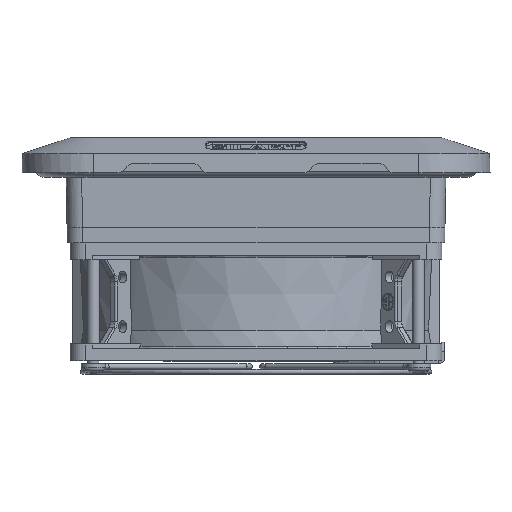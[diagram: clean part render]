
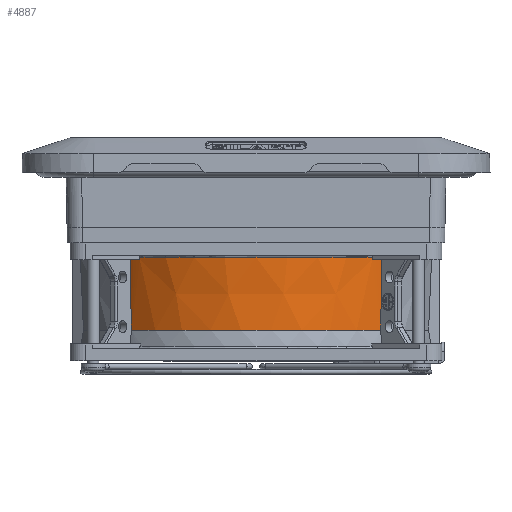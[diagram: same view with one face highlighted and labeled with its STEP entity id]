
A CAD part, front view. The second image highlights one B-rep face of the part: STEP entity #4887.
In plain terms, the highlighted conical face has half-angle 1.657 degrees and reference radius 58.739 mm.
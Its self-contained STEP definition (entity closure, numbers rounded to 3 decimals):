
#4887=ADVANCED_FACE('',(#26353),#26355,.T.);
#26353=FACE_BOUND('',#26354,.T.);
#26354=EDGE_LOOP('',(#55191,#55192,#55193,#55194,#55195,#55196,#55197,#55198));
#26355=CONICAL_SURFACE('',#26356,58.739,0.029);
#26356=AXIS2_PLACEMENT_3D('',#26357,#26358,#26359);
#26357=CARTESIAN_POINT('',(0.,0.,16.388));
#26358=DIRECTION('',(0.,0.,-1.));
#26359=DIRECTION('',(-1.,0.,0.));
#55191=ORIENTED_EDGE('',*,*,#67095,.F.);
#55192=ORIENTED_EDGE('',*,*,#66993,.F.);
#55193=ORIENTED_EDGE('',*,*,#66983,.F.);
#55194=ORIENTED_EDGE('',*,*,#67088,.T.);
#55195=ORIENTED_EDGE('',*,*,#67096,.T.);
#55196=ORIENTED_EDGE('',*,*,#67097,.T.);
#55197=ORIENTED_EDGE('',*,*,#67002,.F.);
#55198=ORIENTED_EDGE('',*,*,#66997,.F.);
#66983=EDGE_CURVE('',#74133,#74135,#74136,.T.);
#66993=EDGE_CURVE('',#74135,#74149,#74153,.T.);
#66997=EDGE_CURVE('',#74157,#74159,#74160,.T.);
#67002=EDGE_CURVE('',#74159,#74168,#74169,.T.);
#67088=EDGE_CURVE('',#74133,#74307,#74309,.T.);
#67095=EDGE_CURVE('',#74149,#74157,#74321,.T.);
#67096=EDGE_CURVE('',#74307,#74322,#74323,.T.);
#67097=EDGE_CURVE('',#74322,#74168,#74324,.T.);
#74133=VERTEX_POINT('',#89709);
#74135=VERTEX_POINT('',#89713);
#74136=CIRCLE('',#89714,59.057);
#74149=VERTEX_POINT('',#89747);
#74153=LINE('',#89827,#89828);
#74157=VERTEX_POINT('',#89838);
#74159=VERTEX_POINT('',#89913);
#74160=LINE('',#89914,#89915);
#74168=VERTEX_POINT('',#89933);
#74169=CIRCLE('',#89934,59.057);
#74307=VERTEX_POINT('',#90862);
#74309=LINE('',#90866,#90867);
#74321=CIRCLE('',#90896,59.078);
#74322=VERTEX_POINT('',#90900);
#74323=CIRCLE('',#90901,58.4);
#74324=LINE('',#90905,#90906);
#89709=CARTESIAN_POINT('',(40.685,-42.807,5.4));
#89713=CARTESIAN_POINT('',(37.494,-45.628,5.4));
#89714=AXIS2_PLACEMENT_3D('',#89715,#89716,#89717);
#89715=CARTESIAN_POINT('',(0.,0.,5.4));
#89716=DIRECTION('',(0.,0.,-1.));
#89717=DIRECTION('',(0.689,-0.725,0.));
#89747=CARTESIAN_POINT('',(37.509,-45.642,4.677));
#89827=CARTESIAN_POINT('',(37.494,-45.628,5.4));
#89828=VECTOR('',#89829,1.);
#89829=DIRECTION('',(0.021,-0.02,-1.));
#89838=CARTESIAN_POINT('',(-37.509,-45.642,4.677));
#89913=CARTESIAN_POINT('',(-37.494,-45.628,5.4));
#89914=CARTESIAN_POINT('',(-37.509,-45.642,4.677));
#89915=VECTOR('',#89916,1.);
#89916=DIRECTION('',(0.021,0.02,1.));
#89933=CARTESIAN_POINT('',(-40.685,-42.807,5.4));
#89934=AXIS2_PLACEMENT_3D('',#89935,#89936,#89937);
#89935=CARTESIAN_POINT('',(0.,0.,5.4));
#89936=DIRECTION('',(0.,0.,-1.));
#89937=DIRECTION('',(-0.635,-0.773,0.));
#90862=CARTESIAN_POINT('',(40.221,-42.342,28.1));
#90866=CARTESIAN_POINT('',(40.685,-42.807,5.4));
#90867=VECTOR('',#90868,1.);
#90868=DIRECTION('',(-0.02,0.02,1.));
#90896=AXIS2_PLACEMENT_3D('',#90897,#90898,#90899);
#90897=CARTESIAN_POINT('',(0.,0.,4.677));
#90898=DIRECTION('',(0.,0.,-1.));
#90899=DIRECTION('',(0.635,-0.773,0.));
#90900=CARTESIAN_POINT('',(-40.221,-42.342,28.1));
#90901=AXIS2_PLACEMENT_3D('',#90902,#90903,#90904);
#90902=CARTESIAN_POINT('',(0.,0.,28.1));
#90903=DIRECTION('',(0.,0.,-1.));
#90904=DIRECTION('',(0.689,-0.725,0.));
#90905=CARTESIAN_POINT('',(-40.221,-42.342,28.1));
#90906=VECTOR('',#90907,1.);
#90907=DIRECTION('',(-0.02,-0.02,-1.));
